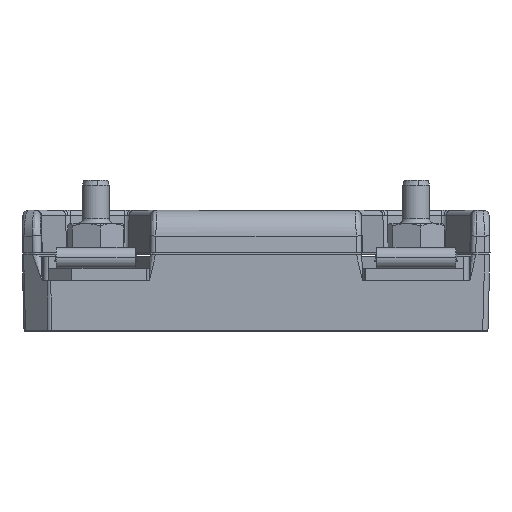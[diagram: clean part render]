
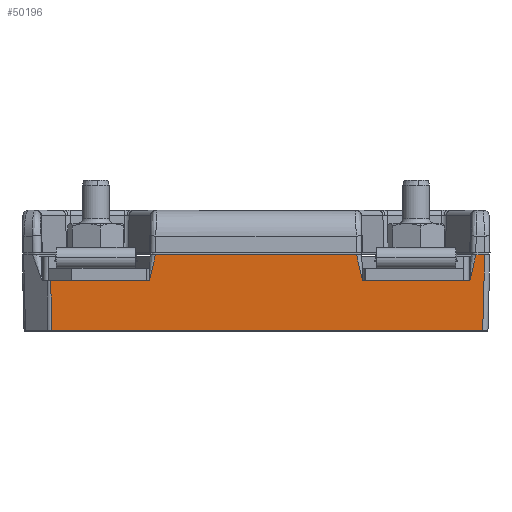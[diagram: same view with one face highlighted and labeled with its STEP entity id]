
A CAD part, left-side view. The second image highlights one B-rep face of the part: STEP entity #50196.
In plain terms, the highlighted planar face has unit normal (-1, 0, -0.026).
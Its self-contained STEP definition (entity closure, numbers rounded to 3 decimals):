
#97 = VECTOR ( 'NONE', #61188, 1000. ) ;
#408 = VERTEX_POINT ( 'NONE', #30594 ) ;
#449 = DIRECTION ( 'NONE',  ( -1., 0., -0.026 ) ) ;
#1836 = DIRECTION ( 'NONE',  ( -0.026, 0.224, 0.974 ) ) ;
#3259 = VERTEX_POINT ( 'NONE', #55276 ) ;
#3378 = CARTESIAN_POINT ( 'NONE',  ( -22.145, -17.196, 0.097 ) ) ;
#3652 = EDGE_CURVE ( 'NONE', #408, #43987, #5396, .T. ) ;
#4023 = VECTOR ( 'NONE', #42640, 1000. ) ;
#4167 = EDGE_CURVE ( 'NONE', #32719, #17074, #57913, .T. ) ;
#4352 = CARTESIAN_POINT ( 'NONE',  ( -22.245, -0.892, 3.886 ) ) ;
#4816 = PLANE ( 'NONE',  #27571 ) ;
#5159 = CARTESIAN_POINT ( 'NONE',  ( -22.245, -8.078, 3.886 ) ) ;
#5396 = LINE ( 'NONE', #18284, #47636 ) ;
#5615 = VECTOR ( 'NONE', #45671, 1000. ) ;
#6056 = LINE ( 'NONE', #55597, #13430 ) ;
#6392 = CARTESIAN_POINT ( 'NONE',  ( -22.245, -8.078, 3.886 ) ) ;
#9306 = FACE_OUTER_BOUND ( 'NONE', #29547, .T. ) ;
#9697 = CARTESIAN_POINT ( 'NONE',  ( -22.296, 7.627, 5.85 ) ) ;
#10925 = VERTEX_POINT ( 'NONE', #9697 ) ;
#11492 = CARTESIAN_POINT ( 'NONE',  ( -22.245, 15.561, 3.886 ) ) ;
#11542 = CARTESIAN_POINT ( 'NONE',  ( -22.296, -17.346, 5.85 ) ) ;
#12238 = DIRECTION ( 'NONE',  ( 0.026, -0.011, -1. ) ) ;
#12948 = EDGE_CURVE ( 'NONE', #27954, #52264, #30623, .T. ) ;
#13381 = VECTOR ( 'NONE', #54952, 1000. ) ;
#13430 = VECTOR ( 'NONE', #46685, 1000. ) ;
#13782 = EDGE_CURVE ( 'NONE', #46888, #27954, #6056, .T. ) ;
#14071 = CARTESIAN_POINT ( 'NONE',  ( -22.145, -17.346, 0.097 ) ) ;
#14466 = DIRECTION ( 'NONE',  ( -0.026, 0., 1. ) ) ;
#15231 = DIRECTION ( 'NONE',  ( 0., 1., 0. ) ) ;
#16036 = ORIENTED_EDGE ( 'NONE', *, *, #54084, .T. ) ;
#17074 = VERTEX_POINT ( 'NONE', #11542 ) ;
#17118 = LINE ( 'NONE', #30498, #46091 ) ;
#17964 = VECTOR ( 'NONE', #51792, 1000. ) ;
#18284 = CARTESIAN_POINT ( 'NONE',  ( -22.245, -0.892, 3.886 ) ) ;
#18496 = ORIENTED_EDGE ( 'NONE', *, *, #4167, .T. ) ;
#18559 = ORIENTED_EDGE ( 'NONE', *, *, #56854, .T. ) ;
#19864 = VECTOR ( 'NONE', #1836, 1000. ) ;
#20723 = LINE ( 'NONE', #37982, #97 ) ;
#23015 = VECTOR ( 'NONE', #15231, 1000. ) ;
#23477 = VERTEX_POINT ( 'NONE', #28852 ) ;
#24144 = ORIENTED_EDGE ( 'NONE', *, *, #41236, .T. ) ;
#26263 = ORIENTED_EDGE ( 'NONE', *, *, #12948, .T. ) ;
#27571 = AXIS2_PLACEMENT_3D ( 'NONE', #14071, #449, #14466 ) ;
#27954 = VERTEX_POINT ( 'NONE', #58180 ) ;
#28405 = LINE ( 'NONE', #56739, #4023 ) ;
#28852 = CARTESIAN_POINT ( 'NONE',  ( -22.296, -7.627, 5.85 ) ) ;
#29354 = ORIENTED_EDGE ( 'NONE', *, *, #3652, .T. ) ;
#29547 = EDGE_LOOP ( 'NONE', ( #60827, #24144, #16036, #29354, #18559, #55020, #18496, #41210, #35119, #26263 ) ) ;
#30011 = LINE ( 'NONE', #41298, #5615 ) ;
#30498 = CARTESIAN_POINT ( 'NONE',  ( -22.245, 15.561, 3.886 ) ) ;
#30594 = CARTESIAN_POINT ( 'NONE',  ( -22.245, 8.078, 3.886 ) ) ;
#30623 = LINE ( 'NONE', #4352, #17964 ) ;
#32719 = VERTEX_POINT ( 'NONE', #38767 ) ;
#35119 = ORIENTED_EDGE ( 'NONE', *, *, #13782, .T. ) ;
#37639 = DIRECTION ( 'NONE',  ( 0., 1., 0. ) ) ;
#37982 = CARTESIAN_POINT ( 'NONE',  ( -22.145, -0.838, 0.097 ) ) ;
#38767 = CARTESIAN_POINT ( 'NONE',  ( -22.145, -17.196, 0.097 ) ) ;
#41210 = ORIENTED_EDGE ( 'NONE', *, *, #60328, .F. ) ;
#41236 = EDGE_CURVE ( 'NONE', #23477, #10925, #52040, .T. ) ;
#41298 = CARTESIAN_POINT ( 'NONE',  ( -22.296, -17.015, 5.85 ) ) ;
#42640 = DIRECTION ( 'NONE',  ( 0.026, 0.224, -0.974 ) ) ;
#43674 = CARTESIAN_POINT ( 'NONE',  ( -22.296, -0.892, 5.85 ) ) ;
#43987 = VERTEX_POINT ( 'NONE', #11492 ) ;
#45671 = DIRECTION ( 'NONE',  ( 0., -1., 0. ) ) ;
#46091 = VECTOR ( 'NONE', #12238, 1000. ) ;
#46685 = DIRECTION ( 'NONE',  ( 0.026, 0.224, -0.974 ) ) ;
#46888 = VERTEX_POINT ( 'NONE', #56972 ) ;
#47636 = VECTOR ( 'NONE', #37639, 1000. ) ;
#49221 = EDGE_CURVE ( 'NONE', #3259, #32719, #20723, .T. ) ;
#50196 = ADVANCED_FACE ( 'NONE', ( #9306 ), #4816, .T. ) ;
#51792 = DIRECTION ( 'NONE',  ( 0., 1., 0. ) ) ;
#52040 = LINE ( 'NONE', #43674, #23015 ) ;
#52264 = VERTEX_POINT ( 'NONE', #5159 ) ;
#54084 = EDGE_CURVE ( 'NONE', #10925, #408, #28405, .T. ) ;
#54952 = DIRECTION ( 'NONE',  ( -0.026, -0.026, 0.999 ) ) ;
#55020 = ORIENTED_EDGE ( 'NONE', *, *, #49221, .T. ) ;
#55276 = CARTESIAN_POINT ( 'NONE',  ( -22.145, 15.52, 0.097 ) ) ;
#55597 = CARTESIAN_POINT ( 'NONE',  ( -22.296, -16.677, 5.85 ) ) ;
#56739 = CARTESIAN_POINT ( 'NONE',  ( -22.296, 7.627, 5.85 ) ) ;
#56854 = EDGE_CURVE ( 'NONE', #43987, #3259, #17118, .T. ) ;
#56972 = CARTESIAN_POINT ( 'NONE',  ( -22.296, -16.677, 5.85 ) ) ;
#57882 = EDGE_CURVE ( 'NONE', #52264, #23477, #58473, .T. ) ;
#57913 = LINE ( 'NONE', #3378, #13381 ) ;
#58180 = CARTESIAN_POINT ( 'NONE',  ( -22.245, -16.226, 3.886 ) ) ;
#58473 = LINE ( 'NONE', #6392, #19864 ) ;
#60328 = EDGE_CURVE ( 'NONE', #46888, #17074, #30011, .T. ) ;
#60827 = ORIENTED_EDGE ( 'NONE', *, *, #57882, .T. ) ;
#61188 = DIRECTION ( 'NONE',  ( 0., -1., 0. ) ) ;
